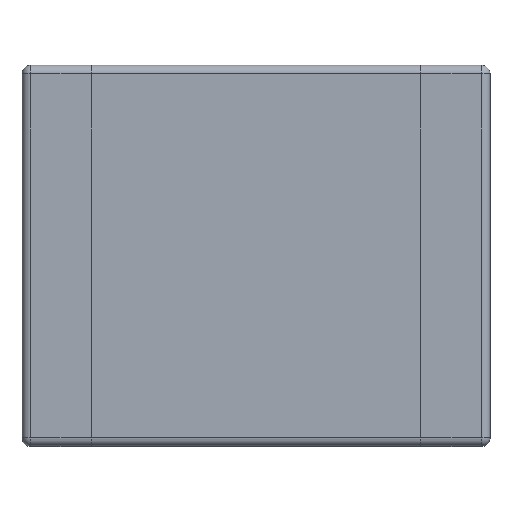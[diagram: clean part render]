
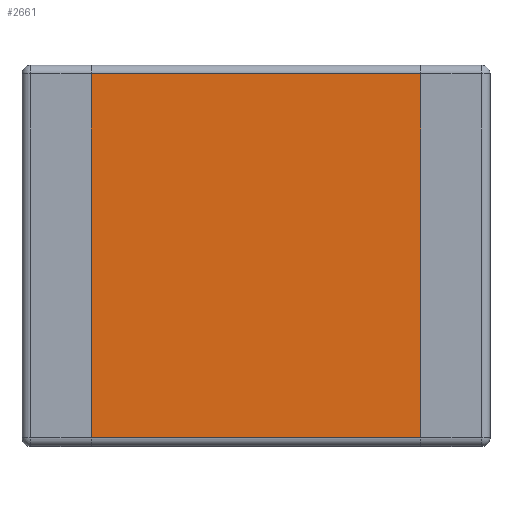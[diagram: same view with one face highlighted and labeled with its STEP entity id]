
A CAD part, top view. The second image highlights one B-rep face of the part: STEP entity #2661.
In plain terms, the highlighted planar face has unit normal (0, 0, 1).
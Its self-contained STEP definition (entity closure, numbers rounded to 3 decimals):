
#2156 = PLANE('',#2157);
#2157 = AXIS2_PLACEMENT_3D('',#2158,#2159,#2160);
#2158 = CARTESIAN_POINT('',(0.4,0.,0.));
#2159 = DIRECTION('',(1.,0.,0.));
#2160 = DIRECTION('',(0.,0.,1.));
#2184 = CYLINDRICAL_SURFACE('',#2185,0.05);
#2185 = AXIS2_PLACEMENT_3D('',#2186,#2187,#2188);
#2186 = CARTESIAN_POINT('',(0.,0.05,0.95));
#2187 = DIRECTION('',(1.,0.,0.));
#2188 = DIRECTION('',(0.,-1.,0.));
#2210 = PLANE('',#2211);
#2211 = AXIS2_PLACEMENT_3D('',#2212,#2213,#2214);
#2212 = CARTESIAN_POINT('',(2.3,0.,0.));
#2213 = DIRECTION('',(1.,0.,0.));
#2214 = DIRECTION('',(0.,0.,1.));
#2386 = VERTEX_POINT('',#2387);
#2387 = CARTESIAN_POINT('',(2.3,2.15,1.));
#2402 = CYLINDRICAL_SURFACE('',#2403,0.05);
#2403 = AXIS2_PLACEMENT_3D('',#2404,#2405,#2406);
#2404 = CARTESIAN_POINT('',(0.,2.15,0.95));
#2405 = DIRECTION('',(1.,0.,0.));
#2406 = DIRECTION('',(0.,1.,0.));
#2414 = EDGE_CURVE('',#2415,#2386,#2417,.T.);
#2415 = VERTEX_POINT('',#2416);
#2416 = CARTESIAN_POINT('',(2.3,0.05,1.));
#2417 = SURFACE_CURVE('',#2418,(#2422,#2429),.PCURVE_S1.);
#2418 = LINE('',#2419,#2420);
#2419 = CARTESIAN_POINT('',(2.3,0.,1.));
#2420 = VECTOR('',#2421,1.);
#2421 = DIRECTION('',(0.,1.,0.));
#2422 = PCURVE('',#2210,#2423);
#2423 = DEFINITIONAL_REPRESENTATION('',(#2424),#2428);
#2424 = LINE('',#2425,#2426);
#2425 = CARTESIAN_POINT('',(1.,0.));
#2426 = VECTOR('',#2427,1.);
#2427 = DIRECTION('',(0.,-1.));
#2428 = ( GEOMETRIC_REPRESENTATION_CONTEXT(2) 
PARAMETRIC_REPRESENTATION_CONTEXT() REPRESENTATION_CONTEXT('2D SPACE',''
  ) );
#2429 = PCURVE('',#2430,#2435);
#2430 = PLANE('',#2431);
#2431 = AXIS2_PLACEMENT_3D('',#2432,#2433,#2434);
#2432 = CARTESIAN_POINT('',(0.,0.,1.));
#2433 = DIRECTION('',(0.,0.,1.));
#2434 = DIRECTION('',(1.,0.,0.));
#2435 = DEFINITIONAL_REPRESENTATION('',(#2436),#2440);
#2436 = LINE('',#2437,#2438);
#2437 = CARTESIAN_POINT('',(2.3,0.));
#2438 = VECTOR('',#2439,1.);
#2439 = DIRECTION('',(0.,1.));
#2440 = ( GEOMETRIC_REPRESENTATION_CONTEXT(2) 
PARAMETRIC_REPRESENTATION_CONTEXT() REPRESENTATION_CONTEXT('2D SPACE',''
  ) );
#2469 = EDGE_CURVE('',#2470,#2415,#2472,.T.);
#2470 = VERTEX_POINT('',#2471);
#2471 = CARTESIAN_POINT('',(0.4,0.05,1.));
#2472 = SURFACE_CURVE('',#2473,(#2477,#2484),.PCURVE_S1.);
#2473 = LINE('',#2474,#2475);
#2474 = CARTESIAN_POINT('',(0.,0.05,1.));
#2475 = VECTOR('',#2476,1.);
#2476 = DIRECTION('',(1.,0.,0.));
#2477 = PCURVE('',#2184,#2478);
#2478 = DEFINITIONAL_REPRESENTATION('',(#2479),#2483);
#2479 = LINE('',#2480,#2481);
#2480 = CARTESIAN_POINT('',(4.712,0.));
#2481 = VECTOR('',#2482,1.);
#2482 = DIRECTION('',(0.,1.));
#2483 = ( GEOMETRIC_REPRESENTATION_CONTEXT(2) 
PARAMETRIC_REPRESENTATION_CONTEXT() REPRESENTATION_CONTEXT('2D SPACE',''
  ) );
#2484 = PCURVE('',#2430,#2485);
#2485 = DEFINITIONAL_REPRESENTATION('',(#2486),#2490);
#2486 = LINE('',#2487,#2488);
#2487 = CARTESIAN_POINT('',(0.,0.05));
#2488 = VECTOR('',#2489,1.);
#2489 = DIRECTION('',(1.,0.));
#2490 = ( GEOMETRIC_REPRESENTATION_CONTEXT(2) 
PARAMETRIC_REPRESENTATION_CONTEXT() REPRESENTATION_CONTEXT('2D SPACE',''
  ) );
#2590 = VERTEX_POINT('',#2591);
#2591 = CARTESIAN_POINT('',(0.4,2.15,1.));
#2613 = EDGE_CURVE('',#2470,#2590,#2614,.T.);
#2614 = SURFACE_CURVE('',#2615,(#2619,#2626),.PCURVE_S1.);
#2615 = LINE('',#2616,#2617);
#2616 = CARTESIAN_POINT('',(0.4,0.,1.));
#2617 = VECTOR('',#2618,1.);
#2618 = DIRECTION('',(0.,1.,0.));
#2619 = PCURVE('',#2156,#2620);
#2620 = DEFINITIONAL_REPRESENTATION('',(#2621),#2625);
#2621 = LINE('',#2622,#2623);
#2622 = CARTESIAN_POINT('',(1.,0.));
#2623 = VECTOR('',#2624,1.);
#2624 = DIRECTION('',(0.,-1.));
#2625 = ( GEOMETRIC_REPRESENTATION_CONTEXT(2) 
PARAMETRIC_REPRESENTATION_CONTEXT() REPRESENTATION_CONTEXT('2D SPACE',''
  ) );
#2626 = PCURVE('',#2430,#2627);
#2627 = DEFINITIONAL_REPRESENTATION('',(#2628),#2632);
#2628 = LINE('',#2629,#2630);
#2629 = CARTESIAN_POINT('',(0.4,0.));
#2630 = VECTOR('',#2631,1.);
#2631 = DIRECTION('',(0.,1.));
#2632 = ( GEOMETRIC_REPRESENTATION_CONTEXT(2) 
PARAMETRIC_REPRESENTATION_CONTEXT() REPRESENTATION_CONTEXT('2D SPACE',''
  ) );
#2661 = ADVANCED_FACE('',(#2662),#2430,.T.);
#2662 = FACE_BOUND('',#2663,.T.);
#2663 = EDGE_LOOP('',(#2664,#2665,#2666,#2667));
#2664 = ORIENTED_EDGE('',*,*,#2613,.F.);
#2665 = ORIENTED_EDGE('',*,*,#2469,.T.);
#2666 = ORIENTED_EDGE('',*,*,#2414,.T.);
#2667 = ORIENTED_EDGE('',*,*,#2668,.F.);
#2668 = EDGE_CURVE('',#2590,#2386,#2669,.T.);
#2669 = SURFACE_CURVE('',#2670,(#2674,#2681),.PCURVE_S1.);
#2670 = LINE('',#2671,#2672);
#2671 = CARTESIAN_POINT('',(0.,2.15,1.));
#2672 = VECTOR('',#2673,1.);
#2673 = DIRECTION('',(1.,0.,0.));
#2674 = PCURVE('',#2430,#2675);
#2675 = DEFINITIONAL_REPRESENTATION('',(#2676),#2680);
#2676 = LINE('',#2677,#2678);
#2677 = CARTESIAN_POINT('',(0.,2.15));
#2678 = VECTOR('',#2679,1.);
#2679 = DIRECTION('',(1.,0.));
#2680 = ( GEOMETRIC_REPRESENTATION_CONTEXT(2) 
PARAMETRIC_REPRESENTATION_CONTEXT() REPRESENTATION_CONTEXT('2D SPACE',''
  ) );
#2681 = PCURVE('',#2402,#2682);
#2682 = DEFINITIONAL_REPRESENTATION('',(#2683),#2687);
#2683 = LINE('',#2684,#2685);
#2684 = CARTESIAN_POINT('',(1.571,0.));
#2685 = VECTOR('',#2686,1.);
#2686 = DIRECTION('',(0.,1.));
#2687 = ( GEOMETRIC_REPRESENTATION_CONTEXT(2) 
PARAMETRIC_REPRESENTATION_CONTEXT() REPRESENTATION_CONTEXT('2D SPACE',''
  ) );
